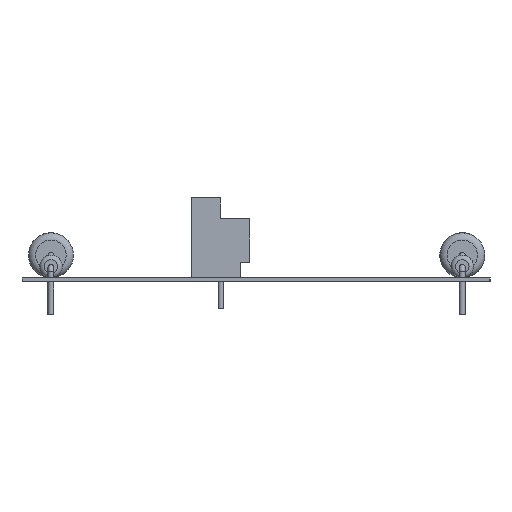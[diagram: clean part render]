
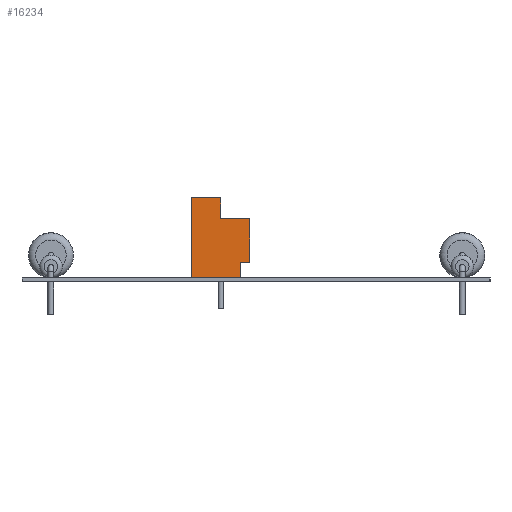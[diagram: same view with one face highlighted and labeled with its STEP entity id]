
A CAD part, left-side view. The second image highlights one B-rep face of the part: STEP entity #16234.
In plain terms, the highlighted planar face has unit normal (-1, 0, 0).
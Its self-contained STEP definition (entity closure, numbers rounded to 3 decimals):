
#15755 = VERTEX_POINT('',#15756);
#15756 = CARTESIAN_POINT('',(0.,-1.,-1.7));
#15762 = EDGE_CURVE('',#15763,#15755,#15765,.T.);
#15763 = VERTEX_POINT('',#15764);
#15764 = CARTESIAN_POINT('',(0.,-1.,0.));
#15765 = LINE('',#15766,#15767);
#15766 = CARTESIAN_POINT('',(0.,-1.,0.));
#15767 = VECTOR('',#15768,1.);
#15768 = DIRECTION('',(0.,0.,-1.));
#15877 = VERTEX_POINT('',#15878);
#15878 = CARTESIAN_POINT('',(0.,-3.2,-6.5));
#15884 = EDGE_CURVE('',#15885,#15877,#15887,.T.);
#15885 = VERTEX_POINT('',#15886);
#15886 = CARTESIAN_POINT('',(0.,0.,-6.5));
#15887 = LINE('',#15888,#15889);
#15888 = CARTESIAN_POINT('',(0.,-4.8,-6.5));
#15889 = VECTOR('',#15890,1.);
#15890 = DIRECTION('',(0.,-1.,0.));
#15964 = VERTEX_POINT('',#15965);
#15965 = CARTESIAN_POINT('',(0.,-3.2,-8.8));
#15971 = EDGE_CURVE('',#15877,#15964,#15972,.T.);
#15972 = LINE('',#15973,#15974);
#15973 = CARTESIAN_POINT('',(0.,-3.2,-6.5));
#15974 = VECTOR('',#15975,1.);
#15975 = DIRECTION('',(0.,0.,-1.));
#15992 = EDGE_CURVE('',#15964,#15993,#15995,.T.);
#15993 = VERTEX_POINT('',#15994);
#15994 = CARTESIAN_POINT('',(0.,-6.4,-8.8));
#15995 = LINE('',#15996,#15997);
#15996 = CARTESIAN_POINT('',(0.,-5.6,-8.8));
#15997 = VECTOR('',#15998,1.);
#15998 = DIRECTION('',(0.,-1.,0.));
#16040 = VERTEX_POINT('',#16041);
#16041 = CARTESIAN_POINT('',(0.,0.,-1.7));
#16047 = EDGE_CURVE('',#16040,#15755,#16048,.T.);
#16048 = LINE('',#16049,#16050);
#16049 = CARTESIAN_POINT('',(0.,-5.5,-1.7));
#16050 = VECTOR('',#16051,1.);
#16051 = DIRECTION('',(0.,-1.,0.));
#16116 = EDGE_CURVE('',#16040,#15885,#16117,.T.);
#16117 = LINE('',#16118,#16119);
#16118 = CARTESIAN_POINT('',(0.,0.,-2.3));
#16119 = VECTOR('',#16120,1.);
#16120 = DIRECTION('',(0.,0.,-1.));
#16181 = VERTEX_POINT('',#16182);
#16182 = CARTESIAN_POINT('',(0.,-6.4,0.));
#16188 = EDGE_CURVE('',#16181,#15993,#16189,.T.);
#16189 = LINE('',#16190,#16191);
#16190 = CARTESIAN_POINT('',(0.,-6.4,0.));
#16191 = VECTOR('',#16192,1.);
#16192 = DIRECTION('',(0.,0.,-1.));
#16234 = ADVANCED_FACE('',(#16235),#16250,.T.);
#16235 = FACE_BOUND('',#16236,.T.);
#16236 = EDGE_LOOP('',(#16237,#16243,#16244,#16245,#16246,#16247,#16248,
    #16249));
#16237 = ORIENTED_EDGE('',*,*,#16238,.T.);
#16238 = EDGE_CURVE('',#16181,#15763,#16239,.T.);
#16239 = LINE('',#16240,#16241);
#16240 = CARTESIAN_POINT('',(0.,-6.4,0.));
#16241 = VECTOR('',#16242,1.);
#16242 = DIRECTION('',(0.,1.,0.));
#16243 = ORIENTED_EDGE('',*,*,#15762,.T.);
#16244 = ORIENTED_EDGE('',*,*,#16047,.F.);
#16245 = ORIENTED_EDGE('',*,*,#16116,.T.);
#16246 = ORIENTED_EDGE('',*,*,#15884,.T.);
#16247 = ORIENTED_EDGE('',*,*,#15971,.T.);
#16248 = ORIENTED_EDGE('',*,*,#15992,.T.);
#16249 = ORIENTED_EDGE('',*,*,#16188,.F.);
#16250 = PLANE('',#16251);
#16251 = AXIS2_PLACEMENT_3D('',#16252,#16253,#16254);
#16252 = CARTESIAN_POINT('',(0.,-6.4,0.));
#16253 = DIRECTION('',(-1.,0.,0.));
#16254 = DIRECTION('',(0.,1.,0.));
